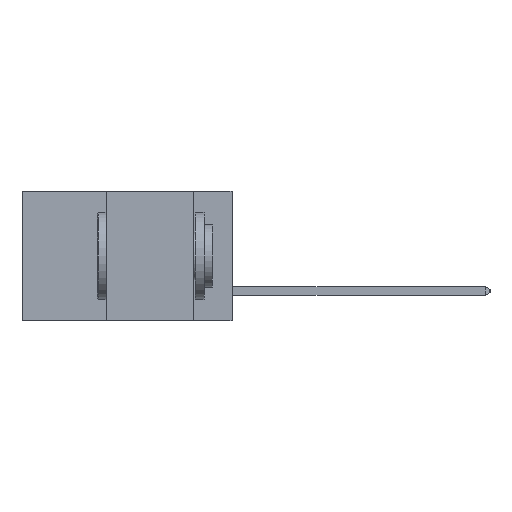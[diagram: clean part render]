
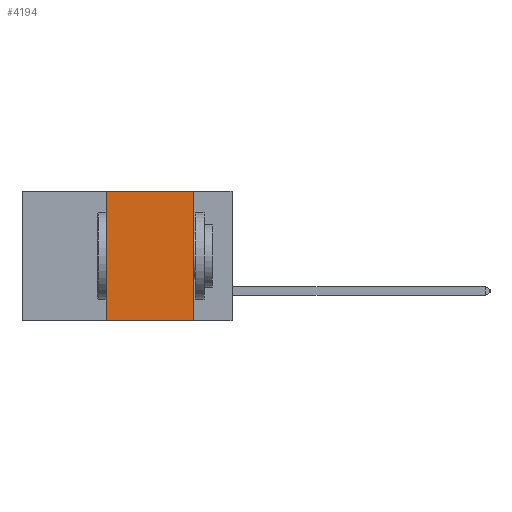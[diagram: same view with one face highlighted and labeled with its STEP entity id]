
A CAD part, left-side view. The second image highlights one B-rep face of the part: STEP entity #4194.
In plain terms, the highlighted planar face has unit normal (-1, 0, 0).
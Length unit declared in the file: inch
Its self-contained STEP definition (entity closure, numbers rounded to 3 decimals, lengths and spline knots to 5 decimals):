
#42 = ORIENTED_EDGE ( 'NONE', *, *, #13756, .F. ) ;
#119 = VERTEX_POINT ( 'NONE', #3735 ) ;
#138 = ORIENTED_EDGE ( 'NONE', *, *, #2434, .F. ) ;
#674 = ORIENTED_EDGE ( 'NONE', *, *, #8107, .T. ) ;
#814 = ORIENTED_EDGE ( 'NONE', *, *, #12926, .F. ) ;
#923 = LINE ( 'NONE', #8992, #10893 ) ;
#2434 = EDGE_CURVE ( 'NONE', #8893, #13499, #9451, .T. ) ;
#3239 = AXIS2_PLACEMENT_3D ( 'NONE', #11119, #13789, #16097 ) ;
#3735 = CARTESIAN_POINT ( 'NONE',  ( 0., 0.36, -0.37 ) ) ;
#3932 = VECTOR ( 'NONE', #6239, 39.37008 ) ;
#4194 = ADVANCED_FACE ( 'NONE', ( #13772 ), #11164, .F. ) ;
#4265 = DIRECTION ( 'NONE',  ( 0., -1., 0. ) ) ;
#4387 = CARTESIAN_POINT ( 'NONE',  ( 0., 0.6, 0. ) ) ;
#4443 = CARTESIAN_POINT ( 'NONE',  ( 0., 0.11, -0.37 ) ) ;
#4582 = EDGE_LOOP ( 'NONE', ( #814, #138, #42, #674 ) ) ;
#6239 = DIRECTION ( 'NONE',  ( 0., -1., 0. ) ) ;
#7943 = LINE ( 'NONE', #11205, #14092 ) ;
#8107 = EDGE_CURVE ( 'NONE', #119, #9688, #13191, .T. ) ;
#8893 = VERTEX_POINT ( 'NONE', #15301 ) ;
#8992 = CARTESIAN_POINT ( 'NONE',  ( 0., 0.36, 0. ) ) ;
#9034 = VECTOR ( 'NONE', #4265, 39.37008 ) ;
#9451 = LINE ( 'NONE', #4387, #9034 ) ;
#9688 = VERTEX_POINT ( 'NONE', #4443 ) ;
#10893 = VECTOR ( 'NONE', #16225, 39.37008 ) ;
#11119 = CARTESIAN_POINT ( 'NONE',  ( 0., 0.6, 0. ) ) ;
#11164 = PLANE ( 'NONE',  #3239 ) ;
#11205 = CARTESIAN_POINT ( 'NONE',  ( 0., 0.11, 0. ) ) ;
#11275 = CARTESIAN_POINT ( 'NONE',  ( 0., 0.6, -0.37 ) ) ;
#12444 = DIRECTION ( 'NONE',  ( 0., 0., -1. ) ) ;
#12926 = EDGE_CURVE ( 'NONE', #13499, #9688, #7943, .T. ) ;
#13191 = LINE ( 'NONE', #11275, #3932 ) ;
#13499 = VERTEX_POINT ( 'NONE', #15810 ) ;
#13756 = EDGE_CURVE ( 'NONE', #119, #8893, #923, .T. ) ;
#13772 = FACE_OUTER_BOUND ( 'NONE', #4582, .T. ) ;
#13789 = DIRECTION ( 'NONE',  ( 1., 0., 0. ) ) ;
#14092 = VECTOR ( 'NONE', #12444, 39.37008 ) ;
#15301 = CARTESIAN_POINT ( 'NONE',  ( 0., 0.36, 0. ) ) ;
#15810 = CARTESIAN_POINT ( 'NONE',  ( 0., 0.11, 0. ) ) ;
#16097 = DIRECTION ( 'NONE',  ( 0., 0., -1. ) ) ;
#16225 = DIRECTION ( 'NONE',  ( 0., 0., 1. ) ) ;
